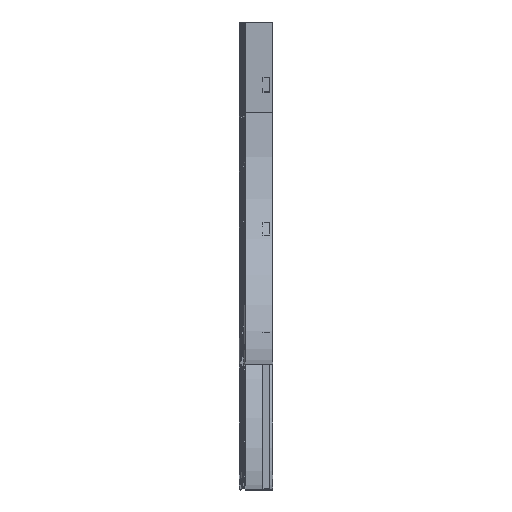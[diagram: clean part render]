
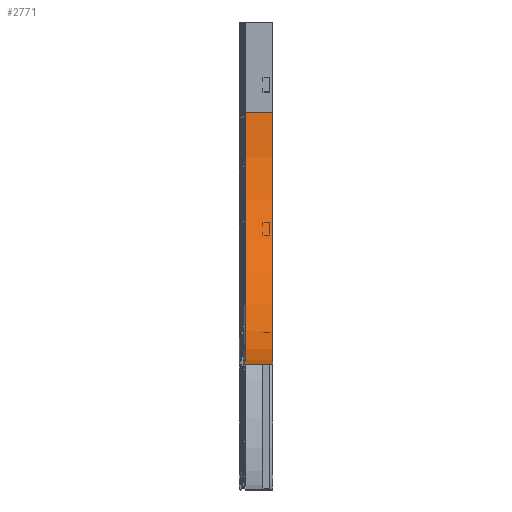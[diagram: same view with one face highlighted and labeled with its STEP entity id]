
A CAD part, left-side view. The second image highlights one B-rep face of the part: STEP entity #2771.
In plain terms, the highlighted cylindrical face has radius 600 mm (diameter 1200 mm), a partial arc.
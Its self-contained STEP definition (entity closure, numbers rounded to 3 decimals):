
#49 = AXIS2_PLACEMENT_3D ( 'NONE', #2876, #1053, #3645 ) ;
#70 = ORIENTED_EDGE ( 'NONE', *, *, #5229, .T. ) ;
#203 = LINE ( 'NONE', #780, #5212 ) ;
#261 = AXIS2_PLACEMENT_3D ( 'NONE', #4774, #3507, #1094 ) ;
#300 = VERTEX_POINT ( 'NONE', #2800 ) ;
#438 = ORIENTED_EDGE ( 'NONE', *, *, #5941, .T. ) ;
#780 = CARTESIAN_POINT ( 'NONE',  ( 0., 2.2, -600. ) ) ;
#1047 = EDGE_LOOP ( 'NONE', ( #438, #5812, #70, #3430 ) ) ;
#1053 = DIRECTION ( 'NONE',  ( 0., 1., 0. ) ) ;
#1094 = DIRECTION ( 'NONE',  ( 1., 0., 0. ) ) ;
#1792 = VECTOR ( 'NONE', #3052, 1000. ) ;
#2771 = ADVANCED_FACE ( 'NONE', ( #6269 ), #3468, .F. ) ;
#2800 = CARTESIAN_POINT ( 'NONE',  ( 0., 64.499, -600. ) ) ;
#2858 = LINE ( 'NONE', #3017, #1792 ) ;
#2876 = CARTESIAN_POINT ( 'NONE',  ( 0., 0., 0. ) ) ;
#2942 = CARTESIAN_POINT ( 'NONE',  ( 600., 64.499, 0. ) ) ;
#2962 = CIRCLE ( 'NONE', #6926, 600. ) ;
#3017 = CARTESIAN_POINT ( 'NONE',  ( 600., 2.2, 0. ) ) ;
#3052 = DIRECTION ( 'NONE',  ( 0., 1., 0. ) ) ;
#3430 = ORIENTED_EDGE ( 'NONE', *, *, #6016, .T. ) ;
#3468 = CYLINDRICAL_SURFACE ( 'NONE', #49, 600. ) ;
#3507 = DIRECTION ( 'NONE',  ( 0., -1., 0. ) ) ;
#3645 = DIRECTION ( 'NONE',  ( 0., 0., 1. ) ) ;
#3718 = VERTEX_POINT ( 'NONE', #2942 ) ;
#4439 = CIRCLE ( 'NONE', #261, 600. ) ;
#4774 = CARTESIAN_POINT ( 'NONE',  ( 0., 0., 0. ) ) ;
#4781 = VERTEX_POINT ( 'NONE', #7940 ) ;
#4992 = EDGE_CURVE ( 'NONE', #4781, #300, #203, .T. ) ;
#5003 = DIRECTION ( 'NONE',  ( 1., 0., 0. ) ) ;
#5212 = VECTOR ( 'NONE', #6915, 1000. ) ;
#5229 = EDGE_CURVE ( 'NONE', #4781, #6004, #4439, .T. ) ;
#5812 = ORIENTED_EDGE ( 'NONE', *, *, #4992, .F. ) ;
#5941 = EDGE_CURVE ( 'NONE', #3718, #300, #2962, .T. ) ;
#6004 = VERTEX_POINT ( 'NONE', #6112 ) ;
#6016 = EDGE_CURVE ( 'NONE', #6004, #3718, #2858, .T. ) ;
#6112 = CARTESIAN_POINT ( 'NONE',  ( 600., 0., 0. ) ) ;
#6251 = DIRECTION ( 'NONE',  ( 0., 1., 0. ) ) ;
#6269 = FACE_OUTER_BOUND ( 'NONE', #1047, .T. ) ;
#6915 = DIRECTION ( 'NONE',  ( 0., 1., 0. ) ) ;
#6926 = AXIS2_PLACEMENT_3D ( 'NONE', #7467, #6251, #5003 ) ;
#7467 = CARTESIAN_POINT ( 'NONE',  ( 0., 64.499, 0. ) ) ;
#7940 = CARTESIAN_POINT ( 'NONE',  ( 0., 0., -600. ) ) ;
